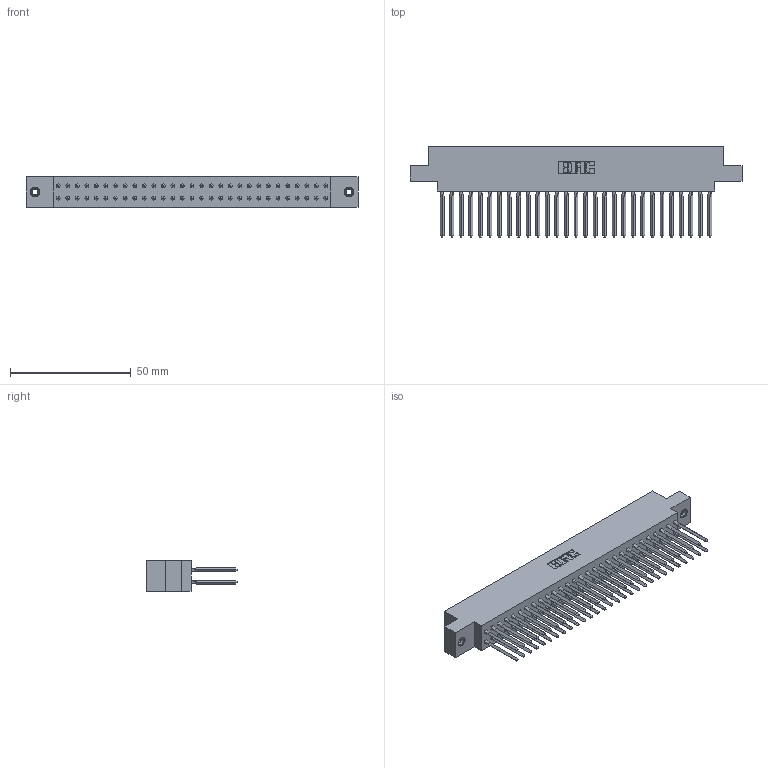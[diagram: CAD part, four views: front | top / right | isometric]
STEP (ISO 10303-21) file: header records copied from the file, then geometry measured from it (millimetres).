
FILE_DESCRIPTION (( 'STEP AP203' ), '1' );
FILE_NAME ('317-058-540-808.STEP', '2020-02-28T04:37:43', ( '' ), ( '' ), 'SwSTEP 2.0', 'SolidWorks 2016', '' );
FILE_SCHEMA (( 'CONFIG_CONTROL_DESIGN' ));
Length unit declared in the file: inch
Products named in the file (4): 317-058-540-808; 317 Part_.156 Dia - TI; 345-250-001_345-250-003-102; 317-290-001_540
Assembly tree (61 placements, depth 2):
  317-058-540-808
    317 Part_.156 Dia - TI
    317-290-001_540  x58
    345-250-001_345-250-003-102  x2
Bounding box: 137.62 x 37.34 x 12.7 mm (x, y, z)
Volume: 22650.4 mm3; surface area: 33300.9 mm2
Topology: 61 solids, 61 shells, 5324 faces, 14737 edges, 9488 vertices
Faces by surface type: plane 4324, cylinder 752, bspline 232, cone 12, torus 4
Entity records: 44919 total; most frequent: CARTESIAN_POINT 8222, ORIENTED_EDGE 7714, DIRECTION 6477, EDGE_CURVE 3857, LINE 3581, VECTOR 3581, VERTEX_POINT 2561, AXIS2_PLACEMENT_3D 1448
